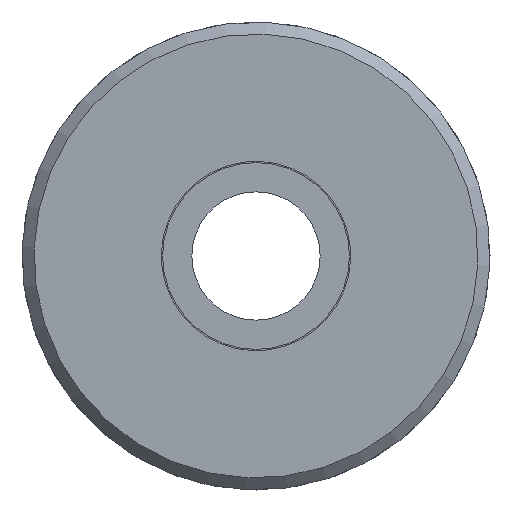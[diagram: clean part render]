
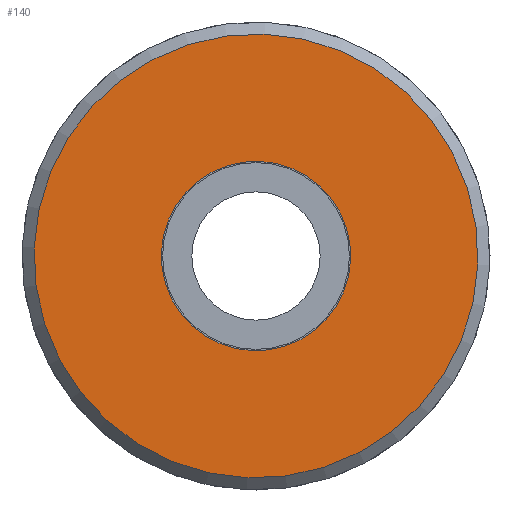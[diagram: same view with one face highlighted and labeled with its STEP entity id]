
A CAD part, front view. The second image highlights one B-rep face of the part: STEP entity #140.
In plain terms, the highlighted planar face has unit normal (0, -1, 0).
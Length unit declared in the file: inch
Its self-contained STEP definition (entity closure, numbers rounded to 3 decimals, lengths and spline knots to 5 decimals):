
#47 = VERTEX_POINT ( 'NONE', #300 ) ;
#56 = EDGE_CURVE ( 'NONE', #333, #333, #411, .T. ) ;
#87 = DIRECTION ( 'NONE',  ( -0.845, 0., 0.535 ) ) ;
#102 = EDGE_LOOP ( 'NONE', ( #154 ) ) ;
#140 = ADVANCED_FACE ( 'NONE', ( #226, #268 ), #337, .F. ) ;
#154 = ORIENTED_EDGE ( 'NONE', *, *, #291, .F. ) ;
#166 = CARTESIAN_POINT ( 'NONE',  ( 0.65424, -0.06438, 0.76499 ) ) ;
#183 = DIRECTION ( 'NONE',  ( -0.845, 0., 0.535 ) ) ;
#206 = CIRCLE ( 'NONE', #224, 0.15725 ) ;
#207 = DIRECTION ( 'NONE',  ( 0., -1., 0. ) ) ;
#224 = AXIS2_PLACEMENT_3D ( 'NONE', #271, #207, #239 ) ;
#226 = FACE_OUTER_BOUND ( 'NONE', #249, .T. ) ;
#230 = AXIS2_PLACEMENT_3D ( 'NONE', #252, #332, #183 ) ;
#239 = DIRECTION ( 'NONE',  ( 0.845, 0., -0.535 ) ) ;
#249 = EDGE_LOOP ( 'NONE', ( #285 ) ) ;
#252 = CARTESIAN_POINT ( 'NONE',  ( 0.44647, -0.06438, 0.43672 ) ) ;
#266 = AXIS2_PLACEMENT_3D ( 'NONE', #166, #455, #87 ) ;
#268 = FACE_BOUND ( 'NONE', #102, .T. ) ;
#271 = CARTESIAN_POINT ( 'NONE',  ( 0.44647, -0.06438, 0.43672 ) ) ;
#285 = ORIENTED_EDGE ( 'NONE', *, *, #56, .T. ) ;
#291 = EDGE_CURVE ( 'NONE', #47, #47, #206, .T. ) ;
#300 = CARTESIAN_POINT ( 'NONE',  ( 0.57934, -0.06438, 0.35262 ) ) ;
#332 = DIRECTION ( 'NONE',  ( 0., -1., 0. ) ) ;
#333 = VERTEX_POINT ( 'NONE', #373 ) ;
#337 = PLANE ( 'NONE',  #266 ) ;
#373 = CARTESIAN_POINT ( 'NONE',  ( 0.1351, -0.06438, 0.6338 ) ) ;
#411 = CIRCLE ( 'NONE', #230, 0.3685 ) ;
#455 = DIRECTION ( 'NONE',  ( 0., 1., 0. ) ) ;
